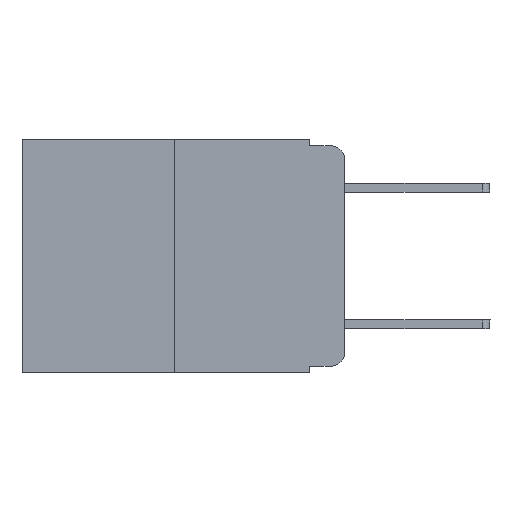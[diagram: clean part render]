
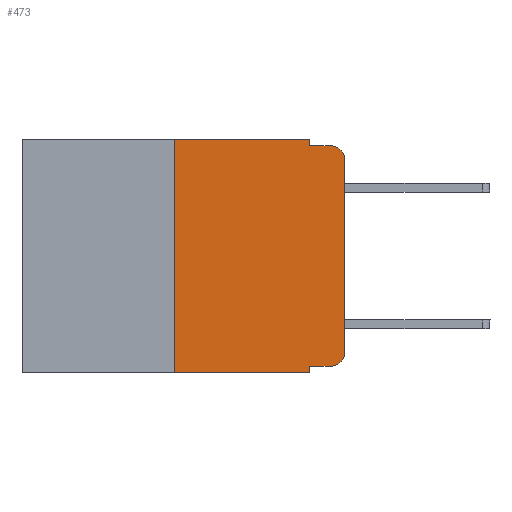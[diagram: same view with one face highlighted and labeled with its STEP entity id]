
A CAD part, left-side view. The second image highlights one B-rep face of the part: STEP entity #473.
In plain terms, the highlighted planar face has unit normal (-1, 0, 0).
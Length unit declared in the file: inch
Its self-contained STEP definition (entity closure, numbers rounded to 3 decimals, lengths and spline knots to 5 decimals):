
#203 = VECTOR ( 'NONE', #11208, 39.37008 ) ;
#363 = CARTESIAN_POINT ( 'NONE',  ( 0., 0.02, -0.333 ) ) ;
#473 = ADVANCED_FACE ( 'NONE', ( #16941 ), #10317, .F. ) ;
#869 = ORIENTED_EDGE ( 'NONE', *, *, #13695, .F. ) ;
#1135 = VERTEX_POINT ( 'NONE', #14876 ) ;
#1328 = EDGE_CURVE ( 'NONE', #14315, #2686, #7657, .T. ) ;
#1921 = VECTOR ( 'NONE', #4006, 39.37008 ) ;
#2185 = CARTESIAN_POINT ( 'NONE',  ( 0., 0.473, 0. ) ) ;
#2204 = VECTOR ( 'NONE', #10673, 39.37008 ) ;
#2496 = DIRECTION ( 'NONE',  ( 0., 0., -1. ) ) ;
#2584 = EDGE_LOOP ( 'NONE', ( #11368, #4851, #14784, #13580, #869, #8020, #4065, #3170, #8938, #13260 ) ) ;
#2641 = CARTESIAN_POINT ( 'NONE',  ( 0., 0., 0. ) ) ;
#2686 = VERTEX_POINT ( 'NONE', #14048 ) ;
#2902 = CARTESIAN_POINT ( 'NONE',  ( 0., 0.25, -0.343 ) ) ;
#3068 = CARTESIAN_POINT ( 'NONE',  ( 0., 0.02, -0.01 ) ) ;
#3170 = ORIENTED_EDGE ( 'NONE', *, *, #1328, .F. ) ;
#3301 = CARTESIAN_POINT ( 'NONE',  ( 0., 0.473, 0. ) ) ;
#3478 = CARTESIAN_POINT ( 'NONE',  ( 0., 0.051, 0. ) ) ;
#3493 = AXIS2_PLACEMENT_3D ( 'NONE', #6536, #11653, #2496 ) ;
#3826 = LINE ( 'NONE', #6602, #2204 ) ;
#4006 = DIRECTION ( 'NONE',  ( 0., 0., 1. ) ) ;
#4065 = ORIENTED_EDGE ( 'NONE', *, *, #12071, .T. ) ;
#4134 = LINE ( 'NONE', #4789, #15492 ) ;
#4164 = CARTESIAN_POINT ( 'NONE',  ( 0., 0.051, -0.01 ) ) ;
#4172 = VERTEX_POINT ( 'NONE', #3068 ) ;
#4617 = VERTEX_POINT ( 'NONE', #363 ) ;
#4658 = AXIS2_PLACEMENT_3D ( 'NONE', #3301, #11320, #7136 ) ;
#4789 = CARTESIAN_POINT ( 'NONE',  ( 0., 0.051, -0.333 ) ) ;
#4851 = ORIENTED_EDGE ( 'NONE', *, *, #15825, .T. ) ;
#5501 = CARTESIAN_POINT ( 'NONE',  ( 0., 0.02, -0.03 ) ) ;
#5512 = EDGE_CURVE ( 'NONE', #6770, #4172, #11634, .T. ) ;
#5561 = DIRECTION ( 'NONE',  ( -1., 0., 0. ) ) ;
#6393 = VERTEX_POINT ( 'NONE', #2902 ) ;
#6536 = CARTESIAN_POINT ( 'NONE',  ( 0., 0.02, -0.313 ) ) ;
#6602 = CARTESIAN_POINT ( 'NONE',  ( 0., 0.051, 0. ) ) ;
#6770 = VERTEX_POINT ( 'NONE', #9673 ) ;
#6950 = DIRECTION ( 'NONE',  ( 0., 0., 1. ) ) ;
#7114 = EDGE_CURVE ( 'NONE', #14315, #4617, #4134, .T. ) ;
#7136 = DIRECTION ( 'NONE',  ( 0., 0., -1. ) ) ;
#7657 = LINE ( 'NONE', #3478, #203 ) ;
#7839 = CARTESIAN_POINT ( 'NONE',  ( 0., 0.473, -0.343 ) ) ;
#8020 = ORIENTED_EDGE ( 'NONE', *, *, #9125, .F. ) ;
#8188 = CARTESIAN_POINT ( 'NONE',  ( 0., 0.25, 0. ) ) ;
#8262 = VERTEX_POINT ( 'NONE', #16559 ) ;
#8266 = DIRECTION ( 'NONE',  ( 0., 0., -1. ) ) ;
#8874 = DIRECTION ( 'NONE',  ( 0., -1., 0. ) ) ;
#8938 = ORIENTED_EDGE ( 'NONE', *, *, #7114, .T. ) ;
#9125 = EDGE_CURVE ( 'NONE', #6393, #1135, #16262, .T. ) ;
#9219 = VECTOR ( 'NONE', #6950, 39.37008 ) ;
#9225 = LINE ( 'NONE', #7839, #11518 ) ;
#9673 = CARTESIAN_POINT ( 'NONE',  ( 0., 0.051, -0.01 ) ) ;
#10317 = PLANE ( 'NONE',  #4658 ) ;
#10350 = DIRECTION ( 'NONE',  ( 0., -1., 0. ) ) ;
#10673 = DIRECTION ( 'NONE',  ( 0., 0., -1. ) ) ;
#10788 = CIRCLE ( 'NONE', #3493, 0.02 ) ;
#10935 = EDGE_CURVE ( 'NONE', #12464, #6770, #3826, .T. ) ;
#11006 = VERTEX_POINT ( 'NONE', #15912 ) ;
#11208 = DIRECTION ( 'NONE',  ( 0., 0., -1. ) ) ;
#11320 = DIRECTION ( 'NONE',  ( 1., 0., 0. ) ) ;
#11368 = ORIENTED_EDGE ( 'NONE', *, *, #14963, .T. ) ;
#11518 = VECTOR ( 'NONE', #15768, 39.37008 ) ;
#11634 = LINE ( 'NONE', #4164, #14117 ) ;
#11653 = DIRECTION ( 'NONE',  ( -1., 0., 0. ) ) ;
#11767 = CARTESIAN_POINT ( 'NONE',  ( 0., 0.051, -0.333 ) ) ;
#11808 = CIRCLE ( 'NONE', #13427, 0.02 ) ;
#11842 = LINE ( 'NONE', #2185, #15371 ) ;
#12071 = EDGE_CURVE ( 'NONE', #6393, #2686, #9225, .T. ) ;
#12464 = VERTEX_POINT ( 'NONE', #15256 ) ;
#12859 = LINE ( 'NONE', #2641, #1921 ) ;
#13184 = DIRECTION ( 'NONE',  ( 0., -1., 0. ) ) ;
#13260 = ORIENTED_EDGE ( 'NONE', *, *, #14327, .T. ) ;
#13427 = AXIS2_PLACEMENT_3D ( 'NONE', #5501, #5561, #8266 ) ;
#13580 = ORIENTED_EDGE ( 'NONE', *, *, #10935, .F. ) ;
#13695 = EDGE_CURVE ( 'NONE', #1135, #12464, #11842, .T. ) ;
#14048 = CARTESIAN_POINT ( 'NONE',  ( 0., 0.051, -0.343 ) ) ;
#14117 = VECTOR ( 'NONE', #13184, 39.37008 ) ;
#14315 = VERTEX_POINT ( 'NONE', #11767 ) ;
#14327 = EDGE_CURVE ( 'NONE', #4617, #8262, #10788, .T. ) ;
#14784 = ORIENTED_EDGE ( 'NONE', *, *, #5512, .F. ) ;
#14876 = CARTESIAN_POINT ( 'NONE',  ( 0., 0.25, 0. ) ) ;
#14963 = EDGE_CURVE ( 'NONE', #8262, #11006, #12859, .T. ) ;
#15256 = CARTESIAN_POINT ( 'NONE',  ( 0., 0.051, 0. ) ) ;
#15371 = VECTOR ( 'NONE', #10350, 39.37008 ) ;
#15492 = VECTOR ( 'NONE', #8874, 39.37008 ) ;
#15768 = DIRECTION ( 'NONE',  ( 0., -1., 0. ) ) ;
#15825 = EDGE_CURVE ( 'NONE', #11006, #4172, #11808, .T. ) ;
#15912 = CARTESIAN_POINT ( 'NONE',  ( 0., 0., -0.03 ) ) ;
#16262 = LINE ( 'NONE', #8188, #9219 ) ;
#16559 = CARTESIAN_POINT ( 'NONE',  ( 0., 0., -0.313 ) ) ;
#16941 = FACE_OUTER_BOUND ( 'NONE', #2584, .T. ) ;
